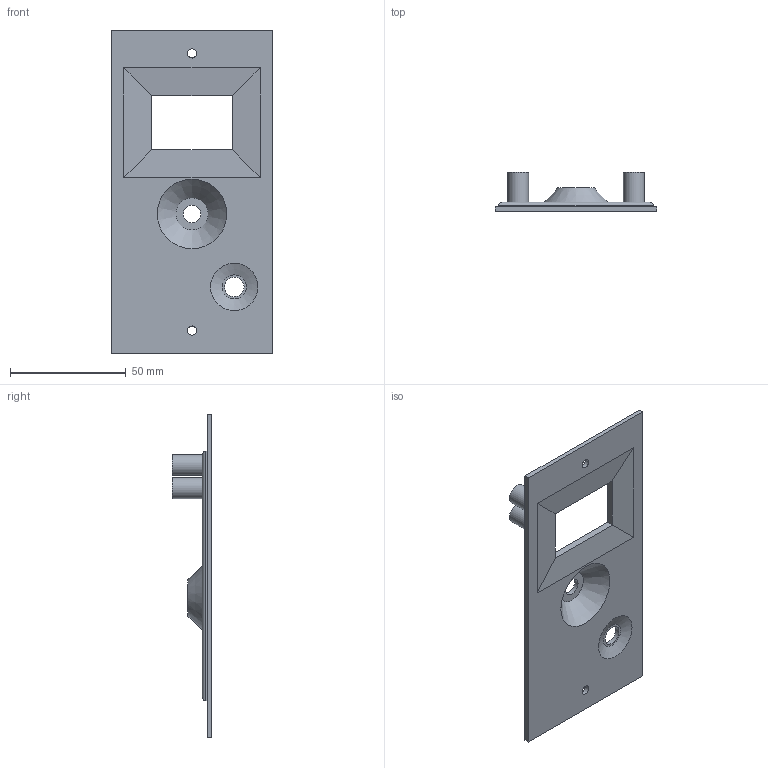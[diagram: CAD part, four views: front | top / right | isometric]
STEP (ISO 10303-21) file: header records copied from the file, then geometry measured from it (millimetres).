
FILE_DESCRIPTION(/* description */ ('STEP AP242','CAx-IF Rec.Pracs.---Representation and Presentation of Product Manufacturing Information (PMI)---4.0---2014-10-13','CAx-IF Rec.Pracs.---3D Tessellated Geometry---0.4---2014-09-14','2;1'),/* implementation_level */ '2;1');
FILE_NAME(/* name */ '68390db212911235acbc0147',/* time_stamp */ '2025-05-30T01:45:22Z',/* author */ (''),/* organization */ (''),/* preprocessor_version */ 'ST-DEVELOPER v20',/* originating_system */ 'ONSHAPE BY PTC INC, 1.198',/* authorisation */ ' ');
FILE_SCHEMA (('AP242_MANAGED_MODEL_BASED_3D_ENGINEERING_MIM_LF { 1 0 10303 442 1 1 4 }'));
Length unit declared in the file: metre
Products named in the file (1): Part 1
Bounding box: 70 x 17 x 140 mm (x, y, z)
Volume: 31197.6 mm3; surface area: 21718.8 mm2
Topology: 1 solids, 1 shells, 57 faces, 111 edges, 70 vertices
Faces by surface type: plane 34, cylinder 20, cone 3
Full cylindrical faces by diameter (mm): 3 x4, 4 x2, 4.5 x4, 7.5 x1, 8.5 x1, 9 x4
Entity records: 1398 total; most frequent: DIRECTION 250, CARTESIAN_POINT 220, ORIENTED_EDGE 184, EDGE_LOOP 100, FACE_BOUND 100, AXIS2_PLACEMENT_3D 100, EDGE_CURVE 92, VERTEX_POINT 70
